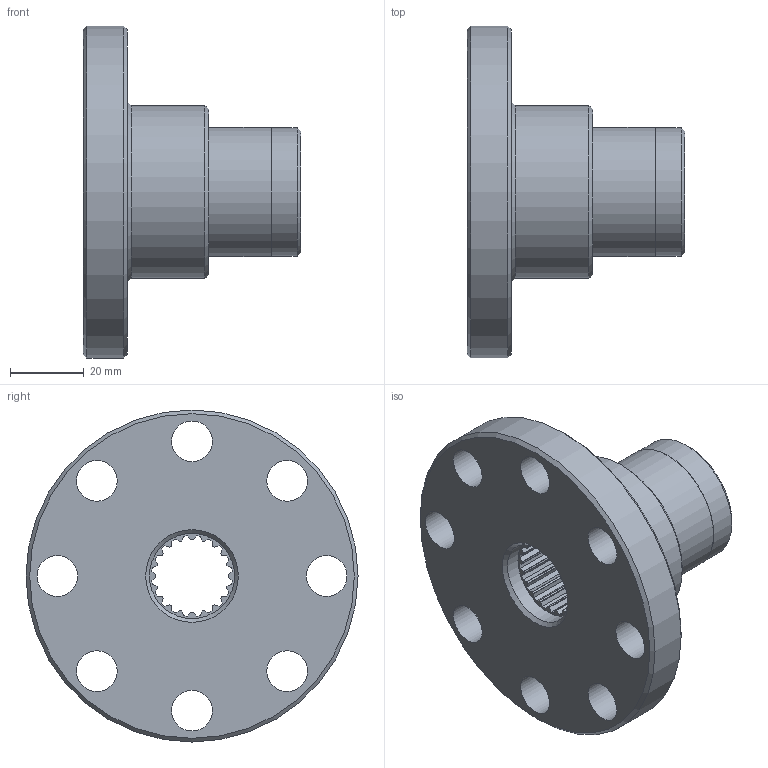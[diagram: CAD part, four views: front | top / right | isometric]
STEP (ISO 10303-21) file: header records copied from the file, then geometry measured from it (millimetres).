
FILE_DESCRIPTION(/* description */ (''),/* implementation_level */ '2;1');
FILE_NAME(/* name */ 'Coupler v5.step',/* time_stamp */ '2020-08-12T15:01:12+10:00',/* author */ (''),/* organization */ (''),/* preprocessor_version */ 'ST-DEVELOPER v18.1',/* originating_system */ 'Autodesk Translation Framework v9.3.0.1241',/* authorisation */ '');
FILE_SCHEMA (('AUTOMOTIVE_DESIGN { 1 0 10303 214 3 1 1 }'));
Length unit declared in the file: millimetre
Products named in the file (1): Coupler
Bounding box: 59 x 90 x 90 mm (x, y, z)
Volume: 106472.9 mm3; surface area: 27431.1 mm2
Topology: 1 solids, 1 shells, 148 faces, 416 edges, 275 vertices
Faces by surface type: cylinder 94, plane 47, cone 7
Full cylindrical faces by diameter (mm): 11.035 x8, 23.1 x2, 34.8 x1, 35.01 x1, 46.8 x1, 90 x1
Entity records: 4928 total; most frequent: DIRECTION 909, CARTESIAN_POINT 840, ORIENTED_EDGE 832, EDGE_CURVE 416, AXIS2_PLACEMENT_3D 344, VERTEX_POINT 275, LINE 221, VECTOR 221
